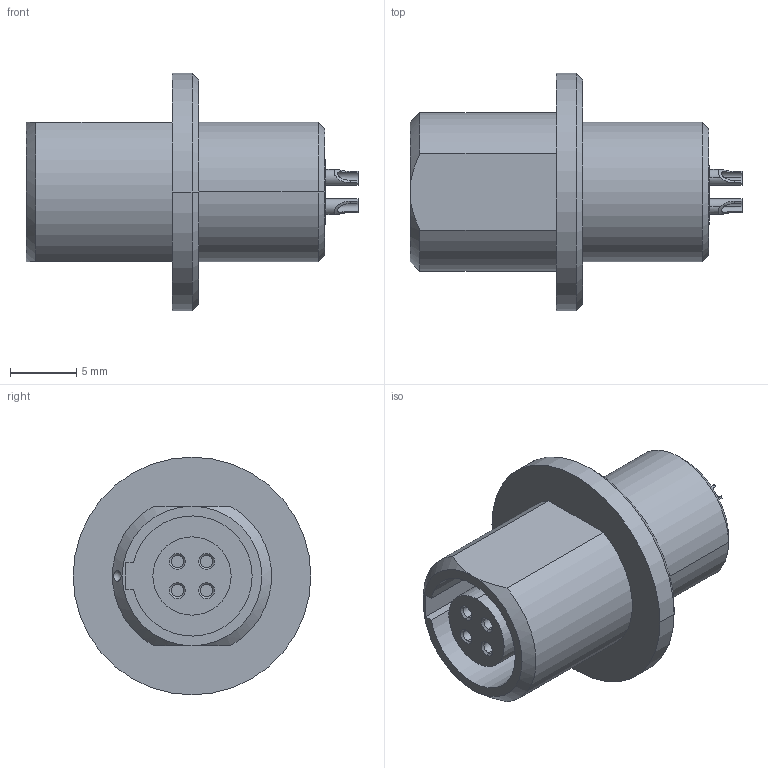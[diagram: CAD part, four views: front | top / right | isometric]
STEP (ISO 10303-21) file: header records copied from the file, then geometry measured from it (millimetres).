
FILE_DESCRIPTION((''),'2;1');
FILE_NAME('G81L0C-P04L','2014-02-04T',('RTrager'),(''),'PRO/ENGINEER BY PARAMETRIC TECHNOLOGY CORPORATION, 2013050','PRO/ENGINEER BY PARAMETRIC TECHNOLOGY CORPORATION, 2013050','');
FILE_SCHEMA(('CONFIG_CONTROL_DESIGN'));
Length unit declared in the file: millimetre
Products named in the file (1): G81L0C-P04L
Bounding box: 25 x 17.9 x 17.9 mm (x, y, z)
Volume: 2007.2 mm3; surface area: 1991.4 mm2
Topology: 1 solids, 1 shells, 92 faces, 218 edges, 140 vertices
Faces by surface type: cylinder 41, plane 27, cone 14, bspline 5, torus 4, sphere 1
Entity records: 3460 total; most frequent: CARTESIAN_POINT 1274, DIRECTION 464, ORIENTED_EDGE 432, EDGE_CURVE 216, AXIS2_PLACEMENT_3D 188, VERTEX_POINT 140, EDGE_LOOP 106, CIRCLE 101
